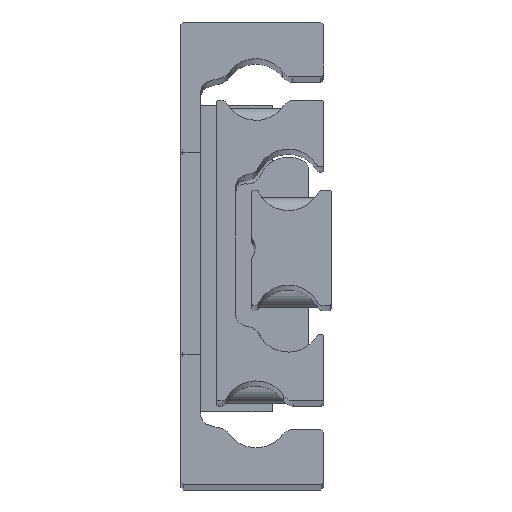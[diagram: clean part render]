
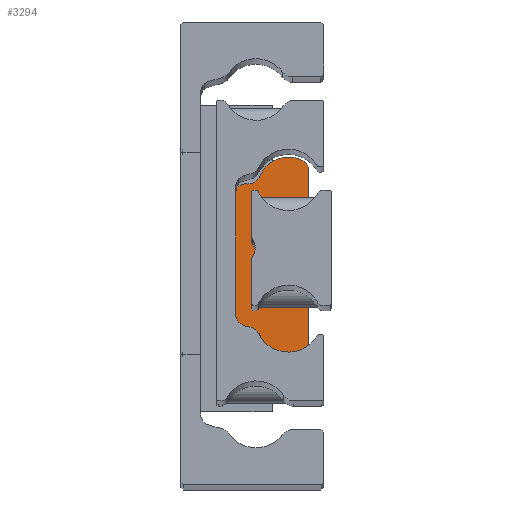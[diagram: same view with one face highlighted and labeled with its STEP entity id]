
A CAD part, top view. The second image highlights one B-rep face of the part: STEP entity #3294.
In plain terms, the highlighted planar face has unit normal (0, 0, 1).
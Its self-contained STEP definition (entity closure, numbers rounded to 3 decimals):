
#88 = CARTESIAN_POINT ( 'NONE',  ( 10.926, -12.5, 7.5 ) ) ;
#111 = VERTEX_POINT ( 'NONE', #3131 ) ;
#145 = VERTEX_POINT ( 'NONE', #675 ) ;
#254 = DIRECTION ( 'NONE',  ( 0., 0., -1. ) ) ;
#259 = ORIENTED_EDGE ( 'NONE', *, *, #3711, .T. ) ;
#316 = CARTESIAN_POINT ( 'NONE',  ( 11.751, -3.4, 7.5 ) ) ;
#325 = DIRECTION ( 'NONE',  ( -1., 0., 0. ) ) ;
#475 = EDGE_CURVE ( 'NONE', #1421, #5078, #1107, .T. ) ;
#476 = AXIS2_PLACEMENT_3D ( 'NONE', #3026, #4164, #485 ) ;
#485 = DIRECTION ( 'NONE',  ( -1., 0., 0. ) ) ;
#531 = CARTESIAN_POINT ( 'NONE',  ( 15.319, -12.5, 7.5 ) ) ;
#543 = DIRECTION ( 'NONE',  ( 0., 0., 1. ) ) ;
#567 = CARTESIAN_POINT ( 'NONE',  ( -10.926, -11., 7.5 ) ) ;
#583 = DIRECTION ( 'NONE',  ( -1., 0., 0. ) ) ;
#675 = CARTESIAN_POINT ( 'NONE',  ( -10.926, -12.5, 7.5 ) ) ;
#695 = DIRECTION ( 'NONE',  ( 1., 0., 0. ) ) ;
#783 = CARTESIAN_POINT ( 'NONE',  ( 14.899, -10.536, 7.5 ) ) ;
#819 = EDGE_CURVE ( 'NONE', #5287, #7785, #6802, .T. ) ;
#870 = ORIENTED_EDGE ( 'NONE', *, *, #5279, .T. ) ;
#881 = AXIS2_PLACEMENT_3D ( 'NONE', #1332, #5004, #5654 ) ;
#911 = EDGE_CURVE ( 'NONE', #145, #4611, #4405, .T. ) ;
#971 = EDGE_CURVE ( 'NONE', #3861, #4534, #7192, .T. ) ;
#993 = CARTESIAN_POINT ( 'NONE',  ( -11.751, -3.4, 7.5 ) ) ;
#1102 = CARTESIAN_POINT ( 'NONE',  ( 16.149, -0.442, 7.5 ) ) ;
#1107 = CIRCLE ( 'NONE', #4602, 1. ) ;
#1244 = CARTESIAN_POINT ( 'NONE',  ( 15.319, 0., 7.5 ) ) ;
#1246 = ORIENTED_EDGE ( 'NONE', *, *, #971, .T. ) ;
#1292 = DIRECTION ( 'NONE',  ( -1., 0., 0. ) ) ;
#1332 = CARTESIAN_POINT ( 'NONE',  ( -10.926, -11., 7.5 ) ) ;
#1421 = VERTEX_POINT ( 'NONE', #7288 ) ;
#1519 = CARTESIAN_POINT ( 'NONE',  ( 15.319, -1., 7.5 ) ) ;
#1529 = AXIS2_PLACEMENT_3D ( 'NONE', #4199, #6601, #5556 ) ;
#1581 = AXIS2_PLACEMENT_3D ( 'NONE', #316, #4744, #5226 ) ;
#1689 = EDGE_CURVE ( 'NONE', #4611, #6108, #7978, .T. ) ;
#1853 = CARTESIAN_POINT ( 'NONE',  ( -15.319, -1., 7.5 ) ) ;
#1989 = ORIENTED_EDGE ( 'NONE', *, *, #4992, .T. ) ;
#2200 = ORIENTED_EDGE ( 'NONE', *, *, #819, .T. ) ;
#2386 = VERTEX_POINT ( 'NONE', #6438 ) ;
#2485 = ORIENTED_EDGE ( 'NONE', *, *, #475, .F. ) ;
#2590 = AXIS2_PLACEMENT_3D ( 'NONE', #993, #7760, #4364 ) ;
#2699 = CARTESIAN_POINT ( 'NONE',  ( -15.319, 0., 7.5 ) ) ;
#2744 = DIRECTION ( 'NONE',  ( -1., 0., 0. ) ) ;
#2746 = AXIS2_PLACEMENT_3D ( 'NONE', #1519, #3514, #3403 ) ;
#2902 = CARTESIAN_POINT ( 'NONE',  ( -12.426, -11., 7.5 ) ) ;
#2950 = ORIENTED_EDGE ( 'NONE', *, *, #6361, .T. ) ;
#3026 = CARTESIAN_POINT ( 'NONE',  ( -11.751, -3.4, 7.5 ) ) ;
#3028 = DIRECTION ( 'NONE',  ( -1., 0., 0. ) ) ;
#3125 = CIRCLE ( 'NONE', #6848, 2.5 ) ;
#3131 = CARTESIAN_POINT ( 'NONE',  ( 13.89, -8.249, 7.5 ) ) ;
#3211 = CARTESIAN_POINT ( 'NONE',  ( -12.416, -10.826, 7.5 ) ) ;
#3239 = CIRCLE ( 'NONE', #881, 1.5 ) ;
#3294 = ADVANCED_FACE ( 'NONE', ( #5920 ), #7057, .T. ) ;
#3403 = DIRECTION ( 'NONE',  ( 1., 0., 0. ) ) ;
#3514 = DIRECTION ( 'NONE',  ( 0., 0., 1. ) ) ;
#3604 = CIRCLE ( 'NONE', #476, 5.3 ) ;
#3662 = CIRCLE ( 'NONE', #1581, 5.3 ) ;
#3684 = ORIENTED_EDGE ( 'NONE', *, *, #911, .T. ) ;
#3711 = EDGE_CURVE ( 'NONE', #111, #5287, #3662, .T. ) ;
#3857 = AXIS2_PLACEMENT_3D ( 'NONE', #3965, #254, #2744 ) ;
#3861 = VERTEX_POINT ( 'NONE', #3211 ) ;
#3884 = CIRCLE ( 'NONE', #3857, 2.5 ) ;
#3913 = ORIENTED_EDGE ( 'NONE', *, *, #1689, .T. ) ;
#3965 = CARTESIAN_POINT ( 'NONE',  ( 14.899, -10.536, 7.5 ) ) ;
#4032 = ORIENTED_EDGE ( 'NONE', *, *, #4235, .T. ) ;
#4164 = DIRECTION ( 'NONE',  ( 0., 0., 1. ) ) ;
#4199 = CARTESIAN_POINT ( 'NONE',  ( -14.899, -10.536, 7.5 ) ) ;
#4235 = EDGE_CURVE ( 'NONE', #4534, #145, #3239, .T. ) ;
#4236 = VECTOR ( 'NONE', #695, 1000. ) ;
#4242 = DIRECTION ( 'NONE',  ( 0., 0., 1. ) ) ;
#4364 = DIRECTION ( 'NONE',  ( -1., 0., 0. ) ) ;
#4405 = LINE ( 'NONE', #531, #4236 ) ;
#4407 = EDGE_CURVE ( 'NONE', #6108, #2386, #3884, .T. ) ;
#4534 = VERTEX_POINT ( 'NONE', #2902 ) ;
#4566 = DIRECTION ( 'NONE',  ( -1., 0., 0. ) ) ;
#4593 = EDGE_LOOP ( 'NONE', ( #6702, #4944, #259, #2200, #1989, #2485, #6890, #2950, #870, #1246, #4032, #3684, #3913 ) ) ;
#4602 = AXIS2_PLACEMENT_3D ( 'NONE', #1853, #5003, #1292 ) ;
#4611 = VERTEX_POINT ( 'NONE', #88 ) ;
#4744 = DIRECTION ( 'NONE',  ( 0., 0., 1. ) ) ;
#4944 = ORIENTED_EDGE ( 'NONE', *, *, #6571, .T. ) ;
#4992 = EDGE_CURVE ( 'NONE', #7785, #5078, #6293, .T. ) ;
#5003 = DIRECTION ( 'NONE',  ( 0., 0., -1. ) ) ;
#5004 = DIRECTION ( 'NONE',  ( 0., 0., 1. ) ) ;
#5014 = CARTESIAN_POINT ( 'NONE',  ( 12.416, -10.826, 7.5 ) ) ;
#5036 = DIRECTION ( 'NONE',  ( 0., 0., -1. ) ) ;
#5078 = VERTEX_POINT ( 'NONE', #2699 ) ;
#5126 = AXIS2_PLACEMENT_3D ( 'NONE', #567, #4242, #3028 ) ;
#5226 = DIRECTION ( 'NONE',  ( -1., 0., 0. ) ) ;
#5279 = EDGE_CURVE ( 'NONE', #7972, #3861, #5795, .T. ) ;
#5287 = VERTEX_POINT ( 'NONE', #1102 ) ;
#5317 = EDGE_CURVE ( 'NONE', #1421, #6336, #3604, .T. ) ;
#5527 = VECTOR ( 'NONE', #4566, 1000. ) ;
#5556 = DIRECTION ( 'NONE',  ( -1., 0., 0. ) ) ;
#5642 = DIRECTION ( 'NONE',  ( -1., 0., 0. ) ) ;
#5654 = DIRECTION ( 'NONE',  ( -1., 0., 0. ) ) ;
#5795 = CIRCLE ( 'NONE', #1529, 2.5 ) ;
#5920 = FACE_OUTER_BOUND ( 'NONE', #4593, .T. ) ;
#6053 = CARTESIAN_POINT ( 'NONE',  ( -17.051, -3.4, 7.5 ) ) ;
#6063 = CIRCLE ( 'NONE', #2590, 5.3 ) ;
#6108 = VERTEX_POINT ( 'NONE', #5014 ) ;
#6178 = CARTESIAN_POINT ( 'NONE',  ( 10.926, -11., 7.5 ) ) ;
#6293 = LINE ( 'NONE', #6380, #5527 ) ;
#6336 = VERTEX_POINT ( 'NONE', #6053 ) ;
#6361 = EDGE_CURVE ( 'NONE', #6336, #7972, #6063, .T. ) ;
#6380 = CARTESIAN_POINT ( 'NONE',  ( 15.319, 0., 7.5 ) ) ;
#6419 = AXIS2_PLACEMENT_3D ( 'NONE', #7907, #7143, #325 ) ;
#6438 = CARTESIAN_POINT ( 'NONE',  ( 12.399, -10.536, 7.5 ) ) ;
#6571 = EDGE_CURVE ( 'NONE', #2386, #111, #3125, .T. ) ;
#6601 = DIRECTION ( 'NONE',  ( 0., 0., -1. ) ) ;
#6702 = ORIENTED_EDGE ( 'NONE', *, *, #4407, .T. ) ;
#6802 = CIRCLE ( 'NONE', #6419, 1. ) ;
#6848 = AXIS2_PLACEMENT_3D ( 'NONE', #783, #5036, #5642 ) ;
#6890 = ORIENTED_EDGE ( 'NONE', *, *, #5317, .T. ) ;
#7022 = CARTESIAN_POINT ( 'NONE',  ( -13.89, -8.249, 7.5 ) ) ;
#7057 = PLANE ( 'NONE',  #2746 ) ;
#7143 = DIRECTION ( 'NONE',  ( 0., 0., 1. ) ) ;
#7192 = CIRCLE ( 'NONE', #5126, 1.5 ) ;
#7204 = AXIS2_PLACEMENT_3D ( 'NONE', #6178, #543, #583 ) ;
#7288 = CARTESIAN_POINT ( 'NONE',  ( -16.149, -0.442, 7.5 ) ) ;
#7760 = DIRECTION ( 'NONE',  ( 0., 0., 1. ) ) ;
#7785 = VERTEX_POINT ( 'NONE', #1244 ) ;
#7907 = CARTESIAN_POINT ( 'NONE',  ( 15.319, -1., 7.5 ) ) ;
#7972 = VERTEX_POINT ( 'NONE', #7022 ) ;
#7978 = CIRCLE ( 'NONE', #7204, 1.5 ) ;
